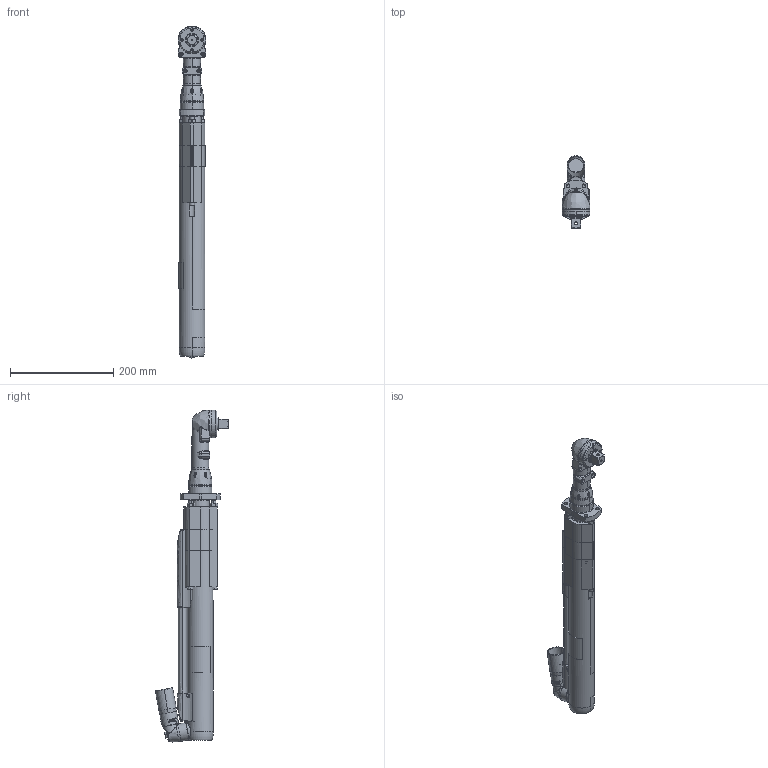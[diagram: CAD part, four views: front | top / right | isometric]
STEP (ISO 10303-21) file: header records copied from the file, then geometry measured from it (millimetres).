
FILE_DESCRIPTION((''),'2;1');
FILE_NAME('EXT_COMP_SW0007','2024-02-23T12:33:40',('INEdipo'),(''),'CREO PARAMETRIC BY PTC INC, 2022414','CREO PARAMETRIC BY PTC INC, 2022414','');
FILE_SCHEMA(('AP242_MANAGED_MODEL_BASED_3D_ENGINEERING_MIM_LF { 1 0 10303 442 1 1 4 }'));
Products named in the file (1): EXT_COMP_SW0007
Bounding box: 54.1 x 141.69 x 643.72 mm (x, y, z)
Volume: 1391837.7 mm3; surface area: 190221.8 mm2
Topology: 1 solids, 1 shells, 1800 faces, 4665 edges, 2950 vertices
Faces by surface type: plane 740, cylinder 528, bspline 250, torus 150, cone 80, sphere 40, extrusion 8, revolution 4
Entity records: 86050 total; most frequent: CARTESIAN_POINT 31421, ORIENTED_EDGE 9298, DIRECTION 8177, EDGE_CURVE 4649, AXIS2_PLACEMENT_3D 3068, VERTEX_POINT 2949, VECTOR 2037, LINE 2029
